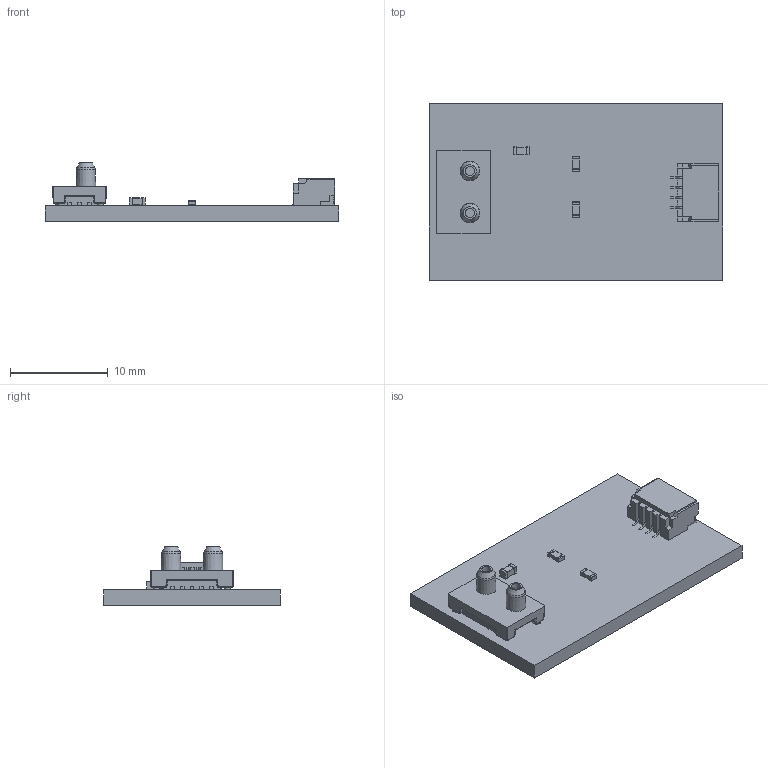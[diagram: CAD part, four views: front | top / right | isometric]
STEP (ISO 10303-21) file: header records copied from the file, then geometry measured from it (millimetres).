
FILE_DESCRIPTION(('KiCad electronic assembly'),'2;1');
FILE_NAME('DifferentialPressure.step','2024-06-08T13:18:11',('Pcbnew'),( 'Kicad'),'Open CASCADE STEP processor 7.6','KiCad to STEP converter' ,'Unknown');
FILE_SCHEMA(('AUTOMOTIVE_DESIGN { 1 0 10303 214 1 1 1 1 }'));
Length unit declared in the file: millimetre
Products named in the file (10): DifferentialPressure 1; C_0603_1608Metric; SOLID; R_0603_1608Metric; SM04B-SRSS-TB_LFSN_; COMPOUND; SDP31; PCB
Assembly tree (10 placements, depth 3):
  DifferentialPressure 1
    C_0603_1608Metric
      SOLID
    R_0603_1608Metric  x2
      SOLID
    SM04B-SRSS-TB_LFSN_
      COMPOUND
    SDP31
      SOLID
    PCB
Bounding box: 30 x 18 x 5.99 mm (x, y, z)
Volume: 980.2 mm3; surface area: 1649.4 mm2
Topology: 12 solids, 12 shells, 552 faces, 1519 edges, 994 vertices
Faces by surface type: plane 387, cylinder 140, bspline 12, cone 8, revolution 3, torus 2
Full cylindrical faces by diameter (mm): 0.59 x3, 0.889 x3, 0.935 x2
Entity records: 41509 total; most frequent: CARTESIAN_POINT 8612, DIRECTION 5498, LINE 3703, VECTOR 3703, ORIENTED_EDGE 2894, PCURVE 2894, DEFINITIONAL_REPRESENTATION 2894, EDGE_CURVE 1447
